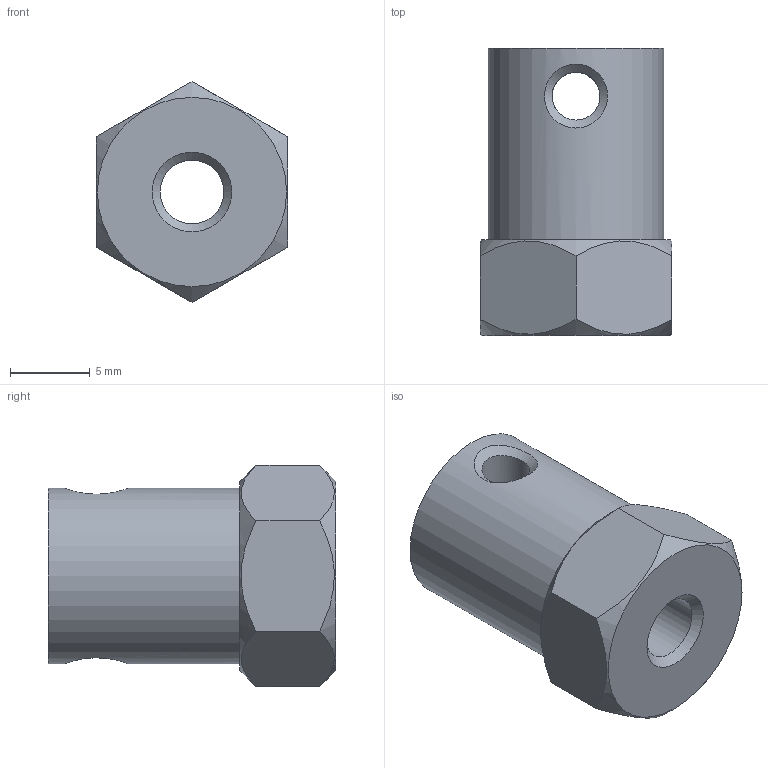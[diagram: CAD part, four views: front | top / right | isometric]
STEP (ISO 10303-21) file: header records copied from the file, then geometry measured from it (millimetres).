
FILE_DESCRIPTION(/* description */ (''),/* implementation_level */ '2;1');
FILE_NAME(/* name */ '6mmID_18mmL_hex_adapter.stp',/* time_stamp */ '2019-05-08T21:10:27+02:00',/* author */ ('ZEUSLAP'),/* organization */ (''),/* preprocessor_version */ 'ST-DEVELOPER v16.13',/* originating_system */ 'Autodesk Inventor 2018',/* authorisation */ '');
FILE_SCHEMA (('AUTOMOTIVE_DESIGN { 1 0 10303 214 3 1 1 }'));
Length unit declared in the file: millimetre
Products named in the file (1): 6mmID_30mmL_hex_adapter
Bounding box: 12 x 18 x 13.86 mm (x, y, z)
Volume: 1422.8 mm3; surface area: 1174.6 mm2
Topology: 1 solids, 1 shells, 21 faces, 47 edges, 30 vertices
Faces by surface type: plane 10, cylinder 5, cone 4, bspline 2
Full cylindrical faces by diameter (mm): 3 x2, 4 x1, 6 x1, 11 x1
Entity records: 925 total; most frequent: CARTESIAN_POINT 470, ORIENTED_EDGE 72, DIRECTION 68, EDGE_LOOP 38, EDGE_CURVE 36, AXIS2_PLACEMENT_3D 30, VERTEX_POINT 28, STYLED_ITEM 22
